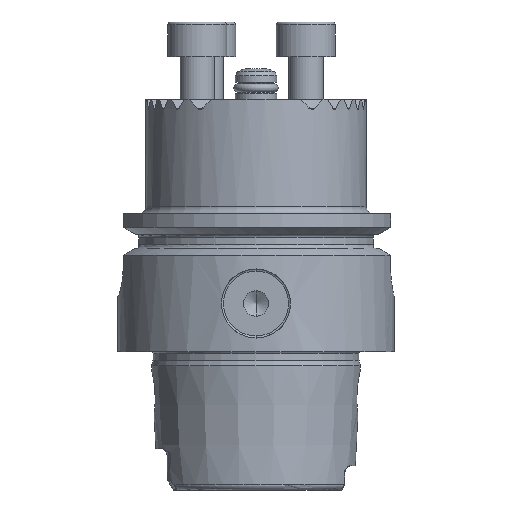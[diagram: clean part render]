
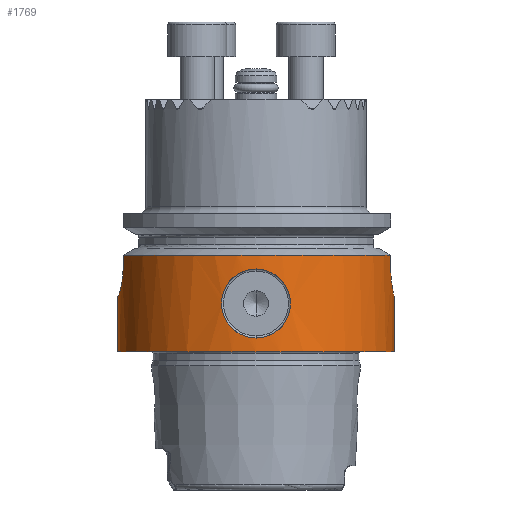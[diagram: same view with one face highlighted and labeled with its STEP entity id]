
A CAD part, front view. The second image highlights one B-rep face of the part: STEP entity #1769.
In plain terms, the highlighted cylindrical face has radius 20 mm (diameter 40 mm), a partial arc.
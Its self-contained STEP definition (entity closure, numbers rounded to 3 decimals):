
#541=FACE_BOUND('',#2531,.T.);
#542=FACE_BOUND('',#2532,.T.);
#665=CYLINDRICAL_SURFACE('',#6326,20.);
#886=B_SPLINE_CURVE_WITH_KNOTS('',3,(#10602,#10603,#10604,#10605,#10606,
#10607),.UNSPECIFIED.,.F.,.F.,(4,2,4),(0.,0.5,1.),.UNSPECIFIED.);
#887=B_SPLINE_CURVE_WITH_KNOTS('',3,(#10612,#10613,#10614,#10615,#10616,
#10617),.UNSPECIFIED.,.F.,.F.,(4,2,4),(0.,0.5,1.),.UNSPECIFIED.);
#888=B_SPLINE_CURVE_WITH_KNOTS('',3,(#10620,#10621,#10622,#10623,#10624,
#10625,#10626,#10627,#10628,#10629),.UNSPECIFIED.,.F.,.F.,(4,2,2,2,4),(0.,
0.25,0.5,0.75,1.),.UNSPECIFIED.);
#889=B_SPLINE_CURVE_WITH_KNOTS('',3,(#10632,#10633,#10634,#10635,#10636,
#10637,#10638,#10639,#10640,#10641),.UNSPECIFIED.,.F.,.F.,(4,2,2,2,4),(0.,
0.25,0.5,0.75,1.),.UNSPECIFIED.);
#1182=LINE('',#10593,#1499);
#1183=LINE('',#10595,#1500);
#1184=LINE('',#10600,#1501);
#1185=LINE('',#10610,#1502);
#1499=VECTOR('',#7555,1.);
#1500=VECTOR('',#7558,1.);
#1501=VECTOR('',#7561,1.);
#1502=VECTOR('',#7564,1.);
#1769=ADVANCED_FACE('',(#541,#542),#665,.T.);
#2531=EDGE_LOOP('',(#3703,#3704,#3705,#3706,#3707,#3708,#3709,#3710,#3711));
#2532=EDGE_LOOP('',(#3712,#3713));
#3703=ORIENTED_EDGE('',*,*,#5401,.F.);
#3704=ORIENTED_EDGE('',*,*,#5402,.F.);
#3705=ORIENTED_EDGE('',*,*,#5403,.T.);
#3706=ORIENTED_EDGE('',*,*,#5404,.T.);
#3707=ORIENTED_EDGE('',*,*,#5400,.T.);
#3708=ORIENTED_EDGE('',*,*,#5405,.F.);
#3709=ORIENTED_EDGE('',*,*,#5406,.F.);
#3710=ORIENTED_EDGE('',*,*,#5407,.T.);
#3711=ORIENTED_EDGE('',*,*,#5408,.F.);
#3712=ORIENTED_EDGE('',*,*,#5409,.T.);
#3713=ORIENTED_EDGE('',*,*,#5410,.T.);
#4695=VERTEX_POINT('',#10583);
#4697=VERTEX_POINT('',#10592);
#4698=VERTEX_POINT('',#10596);
#4699=VERTEX_POINT('',#10597);
#4700=VERTEX_POINT('',#10599);
#4701=VERTEX_POINT('',#10601);
#4702=VERTEX_POINT('',#10609);
#4703=VERTEX_POINT('',#10611);
#4704=VERTEX_POINT('',#10618);
#4705=VERTEX_POINT('',#10630);
#4706=VERTEX_POINT('',#10631);
#5400=EDGE_CURVE('',#4695,#4697,#1182,.T.);
#5401=EDGE_CURVE('',#4698,#4699,#1183,.T.);
#5402=EDGE_CURVE('',#4700,#4698,#5818,.T.);
#5403=EDGE_CURVE('',#4700,#4701,#1184,.T.);
#5404=EDGE_CURVE('',#4701,#4695,#886,.T.);
#5405=EDGE_CURVE('',#4702,#4697,#5819,.T.);
#5406=EDGE_CURVE('',#4703,#4702,#1185,.T.);
#5407=EDGE_CURVE('',#4703,#4704,#887,.T.);
#5408=EDGE_CURVE('',#4699,#4704,#5820,.T.);
#5409=EDGE_CURVE('',#4705,#4706,#888,.T.);
#5410=EDGE_CURVE('',#4706,#4705,#889,.T.);
#5818=CIRCLE('',#6323,20.);
#5819=CIRCLE('',#6324,20.);
#5820=CIRCLE('',#6325,20.);
#6323=AXIS2_PLACEMENT_3D('',#10598,#7559,#7560);
#6324=AXIS2_PLACEMENT_3D('',#10608,#7562,#7563);
#6325=AXIS2_PLACEMENT_3D('',#10619,#7565,#7566);
#6326=AXIS2_PLACEMENT_3D('',#10642,#7567,#7568);
#7555=DIRECTION('',(0.,0.,1.));
#7558=DIRECTION('',(0.,0.,1.));
#7559=DIRECTION('',(0.,0.,-1.));
#7560=DIRECTION('',(1.,0.,0.));
#7561=DIRECTION('',(0.,0.,1.));
#7562=DIRECTION('',(0.,0.,1.));
#7563=DIRECTION('',(-0.961,-0.275,0.));
#7564=DIRECTION('',(0.,0.,1.));
#7565=DIRECTION('',(0.,0.,1.));
#7566=DIRECTION('',(-1.,0.,0.));
#7567=DIRECTION('',(0.,0.,1.));
#7568=DIRECTION('',(1.,0.,0.));
#10583=CARTESIAN_POINT('',(19.487,-4.5,12.5));
#10592=CARTESIAN_POINT('',(19.487,-4.5,13.979));
#10593=CARTESIAN_POINT('',(19.487,-4.5,12.5));
#10595=CARTESIAN_POINT('',(-20.,0.,0.));
#10596=CARTESIAN_POINT('',(-20.,0.,0.));
#10597=CARTESIAN_POINT('',(-20.,0.,8.));
#10598=CARTESIAN_POINT('',(0.,0.,0.));
#10599=CARTESIAN_POINT('',(20.,0.,0.));
#10600=CARTESIAN_POINT('',(20.,0.,0.));
#10601=CARTESIAN_POINT('',(20.,0.,8.));
#10602=CARTESIAN_POINT('',(20.,0.,8.));
#10603=CARTESIAN_POINT('',(20.,-1.193,8.));
#10604=CARTESIAN_POINT('',(19.879,-2.354,8.491));
#10605=CARTESIAN_POINT('',(19.612,-4.008,10.144));
#10606=CARTESIAN_POINT('',(19.487,-4.5,11.307));
#10607=CARTESIAN_POINT('',(19.487,-4.5,12.5));
#10608=CARTESIAN_POINT('',(0.,0.,13.979));
#10609=CARTESIAN_POINT('',(-19.229,-5.5,13.979));
#10610=CARTESIAN_POINT('',(-19.229,-5.5,12.5));
#10611=CARTESIAN_POINT('',(-19.229,-5.5,12.5));
#10612=CARTESIAN_POINT('',(-19.229,-5.5,12.5));
#10613=CARTESIAN_POINT('',(-19.229,-5.5,11.304));
#10614=CARTESIAN_POINT('',(-19.382,-5.006,10.141));
#10615=CARTESIAN_POINT('',(-19.735,-3.355,8.491));
#10616=CARTESIAN_POINT('',(-19.915,-2.195,8.));
#10617=CARTESIAN_POINT('',(-19.975,-1.,8.));
#10618=CARTESIAN_POINT('',(-19.975,-1.,8.));
#10619=CARTESIAN_POINT('',(0.,0.,8.));
#10620=CARTESIAN_POINT('',(0.,-20.,2.));
#10621=CARTESIAN_POINT('',(-1.327,-20.,2.));
#10622=CARTESIAN_POINT('',(-2.618,-19.85,2.546));
#10623=CARTESIAN_POINT('',(-4.454,-19.52,4.383));
#10624=CARTESIAN_POINT('',(-4.999,-19.365,5.686));
#10625=CARTESIAN_POINT('',(-5.001,-19.365,8.305));
#10626=CARTESIAN_POINT('',(-4.463,-19.518,9.607));
#10627=CARTESIAN_POINT('',(-2.612,-19.851,11.46));
#10628=CARTESIAN_POINT('',(-1.327,-20.,12.));
#10629=CARTESIAN_POINT('',(0.,-20.,12.));
#10630=CARTESIAN_POINT('',(0.,-20.,2.));
#10631=CARTESIAN_POINT('',(0.,-20.,12.));
#10632=CARTESIAN_POINT('',(0.,-20.,12.));
#10633=CARTESIAN_POINT('',(1.327,-20.,12.));
#10634=CARTESIAN_POINT('',(2.618,-19.85,11.454));
#10635=CARTESIAN_POINT('',(4.454,-19.52,9.617));
#10636=CARTESIAN_POINT('',(4.999,-19.365,8.314));
#10637=CARTESIAN_POINT('',(5.001,-19.365,5.695));
#10638=CARTESIAN_POINT('',(4.463,-19.518,4.393));
#10639=CARTESIAN_POINT('',(2.612,-19.851,2.54));
#10640=CARTESIAN_POINT('',(1.327,-20.,2.));
#10641=CARTESIAN_POINT('',(0.,-20.,2.));
#10642=CARTESIAN_POINT('',(0.,0.,-33.25));
